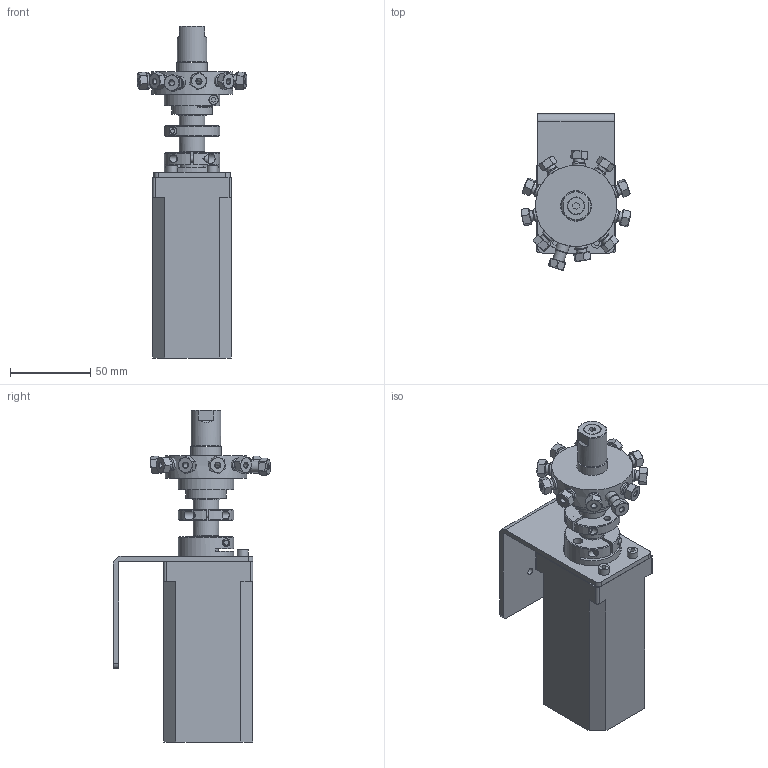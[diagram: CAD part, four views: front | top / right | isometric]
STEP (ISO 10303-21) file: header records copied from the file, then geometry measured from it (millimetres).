
FILE_DESCRIPTION((''),'2;1');
FILE_NAME('312327-EMT2SD10MWE 10 pos valve electric actuated.stp','2013-08-26T17:01:51',('Franzp'),(''),'Autodesk Inventor 2013','Autodesk Inventor 2013','');
FILE_SCHEMA(('AUTOMOTIVE_DESIGN { 1 0 10303 214 1 1 1 1 }'));
Length unit declared in the file: millimetre
Products named in the file (5): 3223a27; 322327; 320401; 310517
Assembly tree (4 placements, depth 3):
  3223a27
    322327
    320401
      320401
      310517
Bounding box: 68.6 x 98.12 x 207.28 mm (x, y, z)
Volume: 4358 mm3; surface area: 81784.6 mm2
Topology: 2 solids, 58 shells, 329 faces, 952 edges, 664 vertices
Faces by surface type: plane 199, cylinder 85, cone 45
Full cylindrical faces by diameter (mm): 2.642 x1, 3.27 x1, 3.3 x10, 3.51 x2, 3.68 x1, 4.166 x1, 4.32 x4, 4.75 x1, 5.65 x2, 5.78 x1, 5.84 x1, 5.94 x3, 6.477 x10, 6.7 x2, 7 x2, 7.137 x1, 7.938 x11, 15.875 x1, 18.415 x1, 19.05 x2, 34.671 x1, 36.5 x1, 50.673 x1
Entity records: 11282 total; most frequent: CARTESIAN_POINT 2654, DIRECTION 1633, ORIENTED_EDGE 1376, EDGE_CURVE 826, VERTEX_POINT 638, AXIS2_PLACEMENT_3D 630, EDGE_LOOP 520, VECTOR 373
